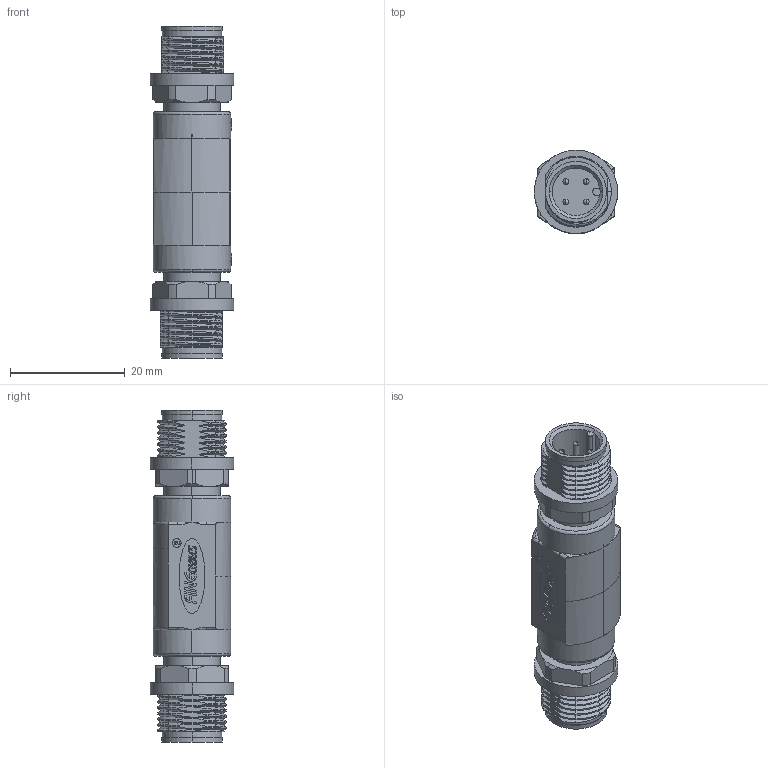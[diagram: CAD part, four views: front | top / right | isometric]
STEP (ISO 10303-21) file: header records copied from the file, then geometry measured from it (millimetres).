
FILE_DESCRIPTION (( 'STEP AP203' ), '1' );
FILE_NAME ('P257.STEP', '2020-03-31T08:46:03', ( 'edpusr' ), ( 'Microsoft' ), 'SwSTEP 2.0', 'SolidWorks 2015', '' );
FILE_SCHEMA (( 'CONFIG_CONTROL_DESIGN' ));
Length unit declared in the file: millimetre
Products named in the file (1): P257
Bounding box: 14.5 x 14.5 x 57.8 mm (x, y, z)
Volume: 6662.2 mm3; surface area: 4382.9 mm2
Topology: 3 solids, 3 shells, 997 faces, 2861 edges, 1891 vertices
Faces by surface type: plane 354, cylinder 317, bspline 286, cone 32, torus 7, sphere 1
Entity records: 35194 total; most frequent: CARTESIAN_POINT 13300, ORIENTED_EDGE 5656, DIRECTION 3002, EDGE_CURVE 2828, VERTEX_POINT 1891, VECTOR 1204, LINE 1204, B_SPLINE_CURVE_WITH_KNOTS 1104
